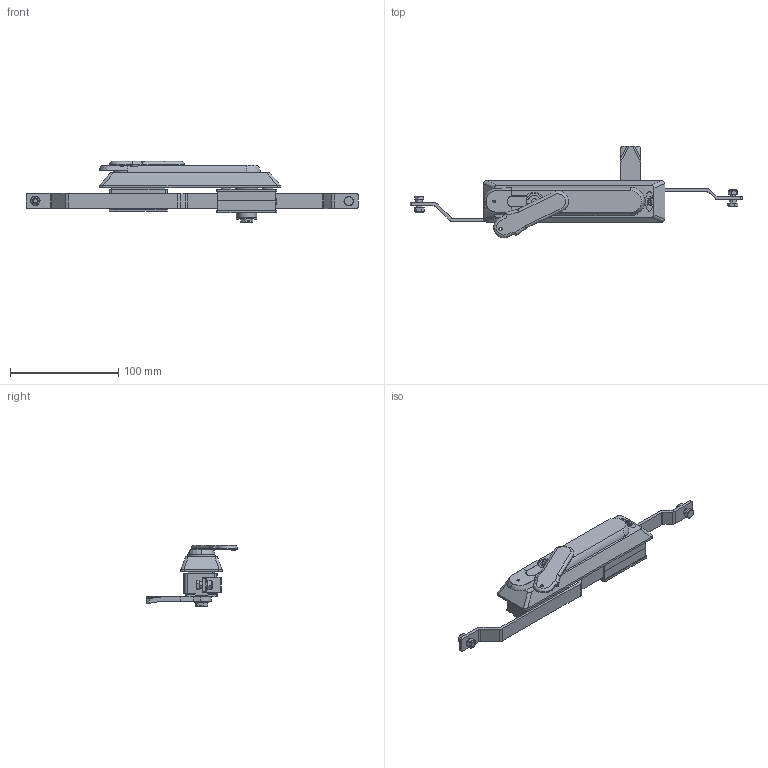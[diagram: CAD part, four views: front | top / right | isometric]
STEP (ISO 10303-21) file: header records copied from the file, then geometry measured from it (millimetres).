
FILE_DESCRIPTION (( 'STEP AP214' ), '1' );
FILE_NAME ('102.15.40.STEP', '2018-12-25T12:30:14', ( '' ), ( '' ), 'SwSTEP 2.0', 'SolidWorks 2018', '' );
FILE_SCHEMA (( 'AUTOMOTIVE_DESIGN' ));
Length unit declared in the file: millimetre
Products named in the file (23): 20301003-1; 102.15.30.sldasm-Part-4; 102.15.30.sldasm-Part-3; 102.15.30.sldasm-Part-6; 20301003; 30603015; 30503004; 22003254; 102.15.40; 102.15.30.sldasm-subassembly-1-Part-1; 102.15.30.sldasm-subassembly-1; hexagon head screw ISO 4017A M6-12 b=26mm l=6mm; 102.15.30.sldasm-subassembly-1-Part-2; 30503004-Part-1; 102.15.30.sldasm-Part-2; 102.15.30.sldasm-Part-5; 22003046; 102.15.30.sldasm-Part-1; 22001003; 102.15.30.sldasm-Part-7; cross recessed countersunk head screw M5-16 l=15mm b=12mm; 20403034 40 dil
Assembly tree (26 placements, depth 3):
  102.15.40
    30503004  x2
      30503004
      30503004-Part-1
    102.15.30.sldasm-subassembly-1  x2
      102.15.30.sldasm-subassembly-1-Part-1
      102.15.30.sldasm-subassembly-1-Part-2
    102.15.30.sldasm-Part-1
    20301003
    20301003-1
    22003254
    22003046
    30603015  x2
    22001003
    102.15.30.sldasm-Part-2
    102.15.30.sldasm-Part-3
    102.15.30.sldasm-Part-4
    hexagon head screw ISO 4017A M6-12 b=26mm l=6mm
    102.15.30.sldasm-Part-5
    cross recessed countersunk head screw M5-16 l=15mm b=12mm  x2
    102.15.30.sldasm-Part-6
    102.15.30.sldasm-Part-7
    20403034 40 dil
Bounding box: 306.5 x 84.5 x 56.5 mm (x, y, z)
Volume: 139382.8 mm3; surface area: 96291.3 mm2
Topology: 26 solids, 26 shells, 1328 faces, 3529 edges, 2308 vertices
Faces by surface type: plane 769, cylinder 372, cone 115, bspline 54, torus 10, sphere 8
Entity records: 44363 total; most frequent: CARTESIAN_POINT 13177, ORIENTED_EDGE 6542, DIRECTION 6034, EDGE_CURVE 3271, VERTEX_POINT 2151, AXIS2_PLACEMENT_3D 2061, VECTOR 1912, LINE 1912
